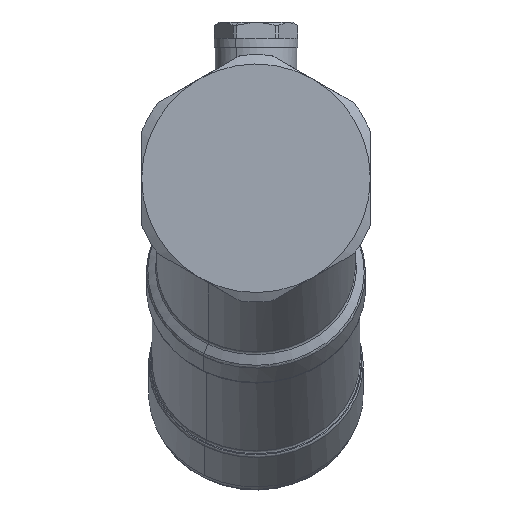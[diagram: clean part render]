
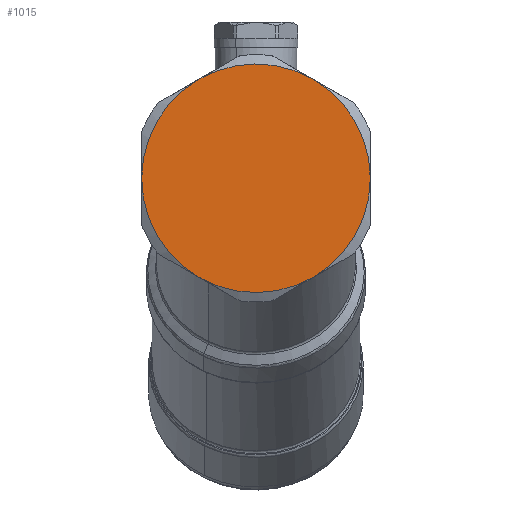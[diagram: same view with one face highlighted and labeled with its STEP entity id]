
A CAD part, front view. The second image highlights one B-rep face of the part: STEP entity #1015.
In plain terms, the highlighted planar face has unit normal (0, -1, 0).
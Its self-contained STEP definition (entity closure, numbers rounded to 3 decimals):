
#944=CARTESIAN_POINT('Axis2P3D Location',(0.,0.,0.)) ;
#949=CARTESIAN_POINT('Axis2P3D Location',(0.,0.,0.)) ;
#953=CARTESIAN_POINT('Vertex',(24.5,0.,0.)) ;
#955=CARTESIAN_POINT('Vertex',(12.25,0.,-21.218)) ;
#958=CARTESIAN_POINT('Axis2P3D Location',(0.,0.,0.)) ;
#962=CARTESIAN_POINT('Vertex',(12.25,0.,21.218)) ;
#965=CARTESIAN_POINT('Axis2P3D Location',(0.,0.,0.)) ;
#969=CARTESIAN_POINT('Vertex',(11.746,0.,21.501)) ;
#972=CARTESIAN_POINT('Axis2P3D Location',(0.,0.,0.)) ;
#976=CARTESIAN_POINT('Vertex',(-12.25,0.,21.218)) ;
#979=CARTESIAN_POINT('Axis2P3D Location',(0.,0.,0.)) ;
#983=CARTESIAN_POINT('Vertex',(-24.5,0.,0.)) ;
#986=CARTESIAN_POINT('Axis2P3D Location',(0.,0.,0.)) ;
#990=CARTESIAN_POINT('Vertex',(-12.25,0.,-21.218)) ;
#993=CARTESIAN_POINT('Axis2P3D Location',(0.,0.,0.)) ;
#997=CARTESIAN_POINT('Vertex',(-11.746,0.,-21.501)) ;
#1000=CARTESIAN_POINT('Axis2P3D Location',(0.,0.,0.)) ;
#945=DIRECTION('Axis2P3D Direction',(-0.,1.,0.)) ;
#946=DIRECTION('Axis2P3D XDirection',(1.,0.,0.)) ;
#950=DIRECTION('Axis2P3D Direction',(-0.,1.,0.)) ;
#959=DIRECTION('Axis2P3D Direction',(-0.,1.,0.)) ;
#966=DIRECTION('Axis2P3D Direction',(-0.,1.,0.)) ;
#973=DIRECTION('Axis2P3D Direction',(-0.,1.,0.)) ;
#980=DIRECTION('Axis2P3D Direction',(-0.,1.,0.)) ;
#987=DIRECTION('Axis2P3D Direction',(-0.,1.,0.)) ;
#994=DIRECTION('Axis2P3D Direction',(-0.,1.,0.)) ;
#1001=DIRECTION('Axis2P3D Direction',(-0.,1.,0.)) ;
#947=AXIS2_PLACEMENT_3D('Plane Axis2P3D',#944,#945,#946) ;
#951=AXIS2_PLACEMENT_3D('Circle Axis2P3D',#949,#950,$) ;
#960=AXIS2_PLACEMENT_3D('Circle Axis2P3D',#958,#959,$) ;
#967=AXIS2_PLACEMENT_3D('Circle Axis2P3D',#965,#966,$) ;
#974=AXIS2_PLACEMENT_3D('Circle Axis2P3D',#972,#973,$) ;
#981=AXIS2_PLACEMENT_3D('Circle Axis2P3D',#979,#980,$) ;
#988=AXIS2_PLACEMENT_3D('Circle Axis2P3D',#986,#987,$) ;
#995=AXIS2_PLACEMENT_3D('Circle Axis2P3D',#993,#994,$) ;
#1002=AXIS2_PLACEMENT_3D('Circle Axis2P3D',#1000,#1001,$) ;
#1006=ORIENTED_EDGE('',*,*,#957,.F.) ;
#1007=ORIENTED_EDGE('',*,*,#964,.F.) ;
#1008=ORIENTED_EDGE('',*,*,#971,.F.) ;
#1009=ORIENTED_EDGE('',*,*,#978,.F.) ;
#1010=ORIENTED_EDGE('',*,*,#985,.F.) ;
#1011=ORIENTED_EDGE('',*,*,#992,.F.) ;
#1012=ORIENTED_EDGE('',*,*,#999,.F.) ;
#1013=ORIENTED_EDGE('',*,*,#1004,.F.) ;
#1015=ADVANCED_FACE('PartBody',(#1014),#948,.F.) ;
#952=CIRCLE('generated circle',#951,24.5) ;
#961=CIRCLE('generated circle',#960,24.5) ;
#968=CIRCLE('generated circle',#967,24.5) ;
#975=CIRCLE('generated circle',#974,24.5) ;
#982=CIRCLE('generated circle',#981,24.5) ;
#989=CIRCLE('generated circle',#988,24.5) ;
#996=CIRCLE('generated circle',#995,24.5) ;
#1003=CIRCLE('generated circle',#1002,24.5) ;
#957=EDGE_CURVE('',#954,#956,#952,.T.) ;
#964=EDGE_CURVE('',#963,#954,#961,.T.) ;
#971=EDGE_CURVE('',#970,#963,#968,.T.) ;
#978=EDGE_CURVE('',#977,#970,#975,.T.) ;
#985=EDGE_CURVE('',#984,#977,#982,.T.) ;
#992=EDGE_CURVE('',#991,#984,#989,.T.) ;
#999=EDGE_CURVE('',#998,#991,#996,.T.) ;
#1004=EDGE_CURVE('',#956,#998,#1003,.T.) ;
#1005=EDGE_LOOP('',(#1006,#1007,#1008,#1009,#1010,#1011,#1012,#1013)) ;
#1014=FACE_OUTER_BOUND('',#1005,.T.) ;
#948=PLANE('',#947) ;
#954=VERTEX_POINT('',#953) ;
#956=VERTEX_POINT('',#955) ;
#963=VERTEX_POINT('',#962) ;
#970=VERTEX_POINT('',#969) ;
#977=VERTEX_POINT('',#976) ;
#984=VERTEX_POINT('',#983) ;
#991=VERTEX_POINT('',#990) ;
#998=VERTEX_POINT('',#997) ;
